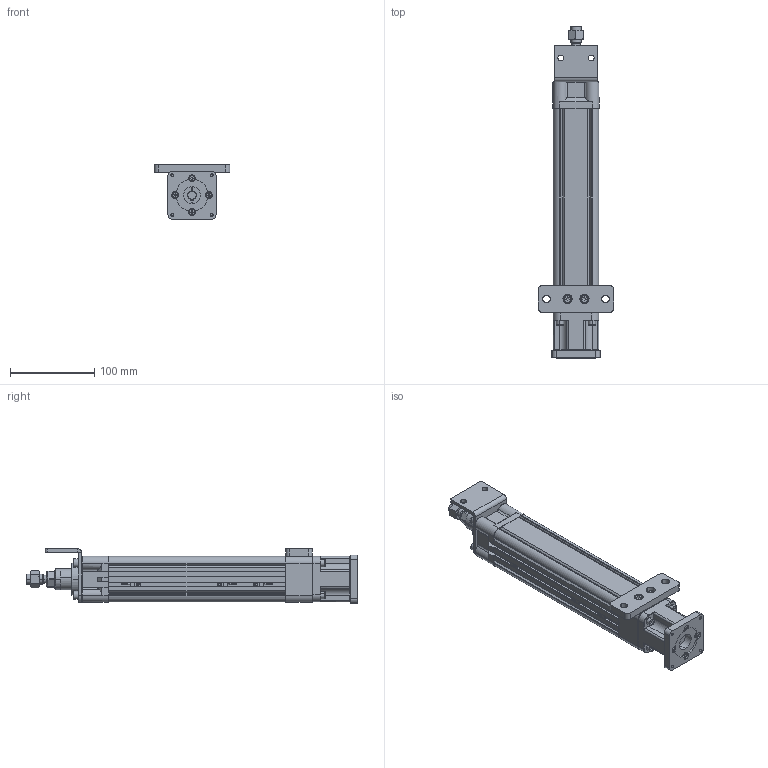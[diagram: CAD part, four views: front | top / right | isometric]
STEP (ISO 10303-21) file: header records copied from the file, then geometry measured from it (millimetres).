
FILE_DESCRIPTION (( 'STEP AP214' ), '1' );
FILE_NAME ('HBAC55-RC0D4T2R100A.STEP', '2024-01-31T09:37:02', ( '' ), ( '' ), 'SwSTEP 2.0', 'SolidWorks 2023', '' );
FILE_SCHEMA (( 'AUTOMOTIVE_DESIGN' ));
Length unit declared in the file: millimetre
Products named in the file (35): countersunk flat head cross recess screw_iso_ISO 7046-1 - M2.5 x 6 - Z - 6N_2; socket head cap screw_iso_ISO 4762 M5 x 20 - 20N_2; AOE40-01-01-100; AOE-40-1-3-100; 1210SFA____-100; socket head cap screw_iso_ISO 4762 M4 x 20 - 20N_1; HBAC55-RC0D4T2R100A (insides); hex nuts 1-fine pitch-grades ab gb_GB_FASTENER_NUT_SNAB1XY M12X1.25-N_1; socket head cap screw_iso_ISO 4762 M3 x 6 - 6N_2; socket head cap screw_iso_ISO 4762 M6 x 16 - 16N_2; 2519-F-100; AOE-40-1-2-100; 080725-100; 402405-100; CS1-S____________[HCS1-S]-100_HCS1-S; ____________[PNCE-10]-100; 403706-100; HBAC55-RC0D4T2R100A (bracket); socket head cap screw_iso_ISO 4762 M5 x 12 - 12N_1; ZL-40-100; 40_1; 40____-100; M6-22________-100; ZL-40-1 -57____-100; ____SFK01202-B-100; HBAC55-RC0D4T2R100A (actuator); 40__________-100; socket head cap screw_iso_ISO 4762 M4 x 16 - 16N_1; LYCA__________[LYCA-2530]8-10-100 - _____LYCA-2530; AOE-40-1-4-100; angular contact ball bearings gb_Rolling bearings S7000 GB 292-94_1; HBAC55-RC0D4T2R100A; 253025-100; 2519-100; PDU-025-100_YNM-01-PDU-25
Assembly tree (65 placements, depth 4):
  HBAC55-RC0D4T2R100A
    HBAC55-RC0D4T2R100A (actuator)
      HBAC55-RC0D4T2R100A (insides)
        ____SFK01202-B-100
        1210SFA____-100
        angular contact ball bearings gb_Rolling bearings S7000 GB 292-94_1  x2
        ____________[PNCE-10]-100
      AOE40-01-01-100
      AOE-40-1-2-100
      253025-100
      AOE-40-1-3-100
      AOE-40-1-4-100
      PDU-025-100_YNM-01-PDU-25
      2519-F-100
      2519-100
      40____-100
      403706-100  x2
      402405-100
      M6-22________-100  x8
      080725-100  x2
      hex nuts 1-fine pitch-grades ab gb_GB_FASTENER_NUT_SNAB1XY M12X1.25-N_1
      socket head cap screw_iso_ISO 4762 M3 x 6 - 6N_2  x4
      CS1-S____________[HCS1-S]-100_HCS1-S  x3
      socket head cap screw_iso_ISO 4762 M4 x 16 - 16N_1  x6
    ZL-40-100
    socket head cap screw_iso_ISO 4762 M5 x 20 - 20N_2  x4
    socket head cap screw_iso_ISO 4762 M4 x 20 - 20N_1  x4
    40__________-100
    countersunk flat head cross recess screw_iso_ISO 7046-1 - M2.5 x 6 - Z - 6N_2  x2
    HBAC55-RC0D4T2R100A (bracket)
    ZL-40-1 -57____-100
    LYCA__________[LYCA-2530]8-10-100 - _____LYCA-2530
    40_1
    socket head cap screw_iso_ISO 4762 M6 x 16 - 16N_2  x4
    socket head cap screw_iso_ISO 4762 M5 x 12 - 12N_1  x2
Bounding box: 90 x 394 x 64.5 mm (x, y, z)
Volume: 747182 mm3; surface area: 320103.7 mm2
Topology: 69 solids, 69 shells, 2621 faces, 6501 edges, 3892 vertices
Faces by surface type: plane 938, cylinder 781, torus 402, cone 310, sphere 174, bspline 16
Entity records: 60079 total; most frequent: CARTESIAN_POINT 12450, DIRECTION 9381, ORIENTED_EDGE 8262, EDGE_CURVE 4131, AXIS2_PLACEMENT_3D 3842, VERTEX_POINT 2545, CIRCLE 2077, EDGE_LOOP 1938
